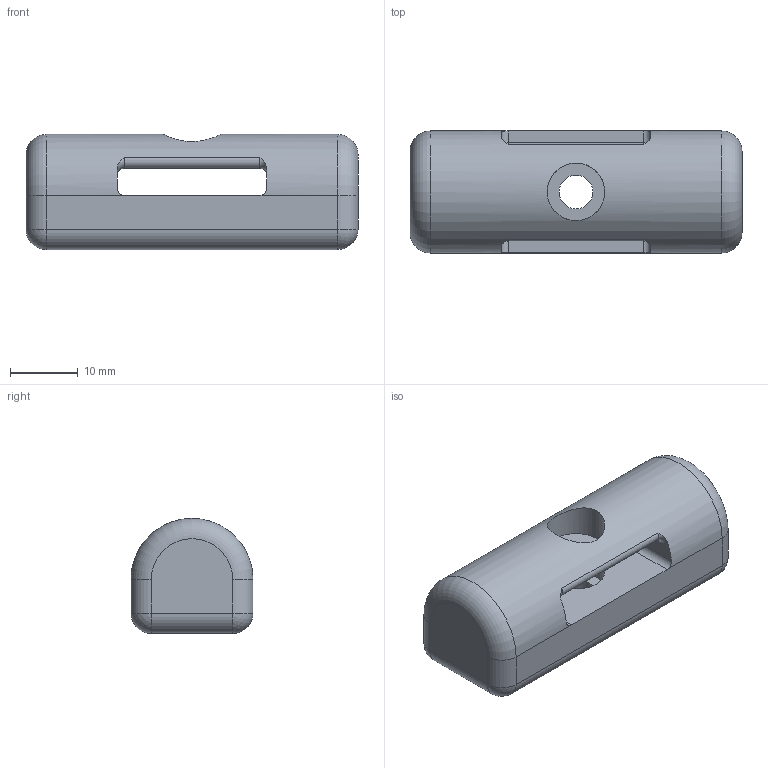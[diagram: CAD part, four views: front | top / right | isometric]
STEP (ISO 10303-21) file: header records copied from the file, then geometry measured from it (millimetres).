
FILE_DESCRIPTION(/* description */ (''),/* implementation_level */ '2;1');
FILE_NAME(/* name */ 'PAM_Attachment_top v2.step',/* time_stamp */ '2024-05-28T14:41:32+02:00',/* author */ (''),/* organization */ (''),/* preprocessor_version */ 'ST-DEVELOPER v20',/* originating_system */ 'Autodesk Translation Framework v13.14.0.145',/* authorisation */ '');
FILE_SCHEMA (('AUTOMOTIVE_DESIGN { 1 0 10303 214 3 1 1 }'));
Length unit declared in the file: millimetre
Products named in the file (1): PAM_Attachment_top
Bounding box: 49 x 18 x 17 mm (x, y, z)
Volume: 10798.4 mm3; surface area: 4039.4 mm2
Topology: 1 solids, 1 shells, 38 faces, 92 edges, 55 vertices
Faces by surface type: cylinder 18, plane 10, torus 6, sphere 4
Full cylindrical faces by diameter (mm): 5 x1, 8.5 x2
Entity records: 1236 total; most frequent: CARTESIAN_POINT 292, DIRECTION 201, ORIENTED_EDGE 184, EDGE_CURVE 92, AXIS2_PLACEMENT_3D 80, VERTEX_POINT 55, EDGE_LOOP 43, LINE 41
